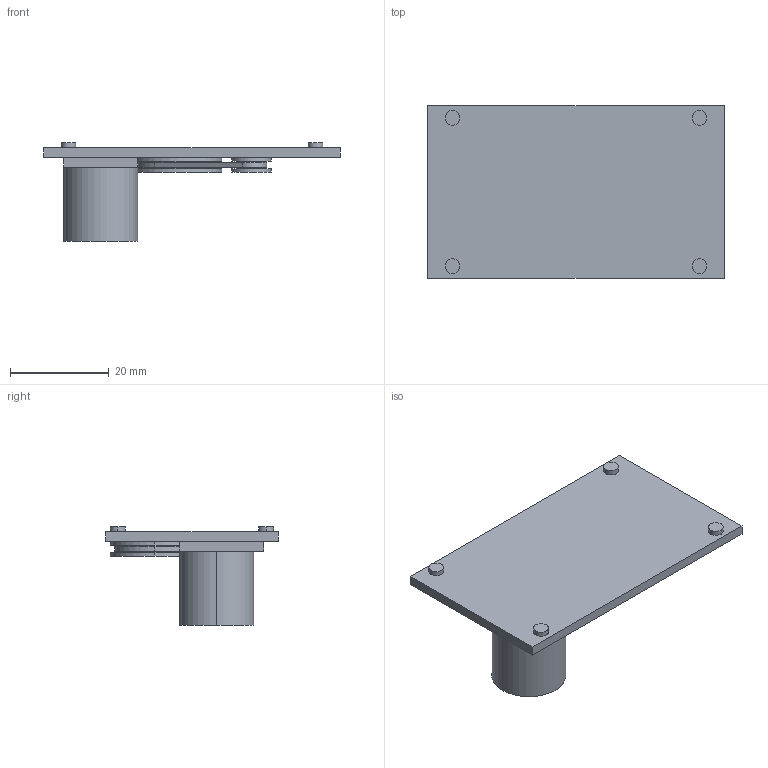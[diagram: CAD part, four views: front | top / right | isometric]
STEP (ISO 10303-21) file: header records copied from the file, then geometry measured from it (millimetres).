
FILE_DESCRIPTION(('produced by SPATIAL CORP'),'2;1');
FILE_NAME( 'cassette_bd.hh.sat.stp' ,'2002-04-19T14:01:25+00:00',('SPATIAL CORP'),('SPATIAL CORP'), 'ACIS STEP Husk','http://www.spatial.com','SPATIAL CORP');
FILE_SCHEMA(('CONFIG_CONTROL_DESIGN'));
Length unit declared in the file: millimetre
Products named in the file (1): PRODUCT_ID_1
Bounding box: 60 x 35 x 20 mm (x, y, z)
Volume: 8196.7 mm3; surface area: 5971.6 mm2
Topology: 1 solids, 1 shells, 56 faces, 130 edges, 85 vertices
Faces by surface type: plane 30, cylinder 26
Entity records: 1678 total; most frequent: DIRECTION 291, CARTESIAN_POINT 265, ORIENTED_EDGE 260, EDGE_CURVE 130, AXIS2_PLACEMENT_3D 111, VERTEX_POINT 85, EDGE_LOOP 69, FACE_BOUND 69
